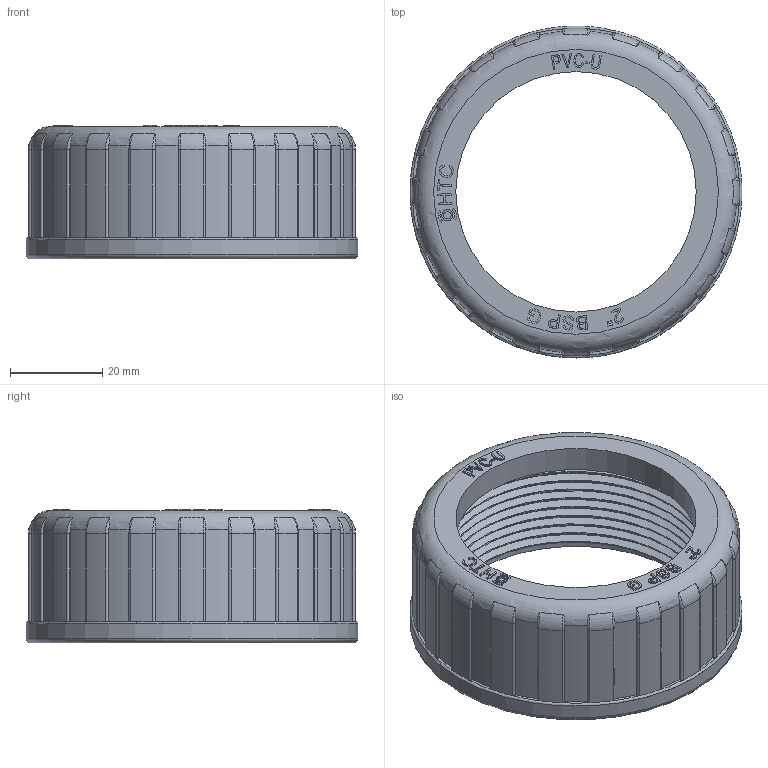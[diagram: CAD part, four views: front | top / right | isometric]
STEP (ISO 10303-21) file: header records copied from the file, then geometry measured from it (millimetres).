
FILE_DESCRIPTION(/* description */ (''),/* implementation_level */ '2;1');
FILE_NAME(/* name */ 'AF0600.COA.040.step',/* time_stamp */ '2026-01-07T08:13:58+01:00',/* author */ (''),/* organization */ (''),/* preprocessor_version */ 'ST-DEVELOPER v20.1',/* originating_system */ 'Autodesk Translation Framework v14.21.0.0',/* authorisation */ '');
FILE_SCHEMA (('AUTOMOTIVE_DESIGN { 1 0 10303 214 3 1 1 }'));
Length unit declared in the file: millimetre
Products named in the file (1): 2026-01-07-06-16-08-462
Bounding box: 71.8 x 71.8 x 28.9 mm (x, y, z)
Volume: 37205.1 mm3; surface area: 17800.1 mm2
Topology: 1 solids, 1 shells, 811 faces, 2273 edges, 1488 vertices
Faces by surface type: plane 624, cylinder 107, bspline 57, torus 23
Full cylindrical faces by diameter (mm): 1.6 x1, 2.4 x1, 52 x1, 56.656 x8, 59.614 x8, 71.8 x1
Entity records: 32891 total; most frequent: CARTESIAN_POINT 12177, ORIENTED_EDGE 4546, DIRECTION 3948, EDGE_CURVE 2273, LINE 1810, VECTOR 1810, VERTEX_POINT 1488, AXIS2_PLACEMENT_3D 1069
